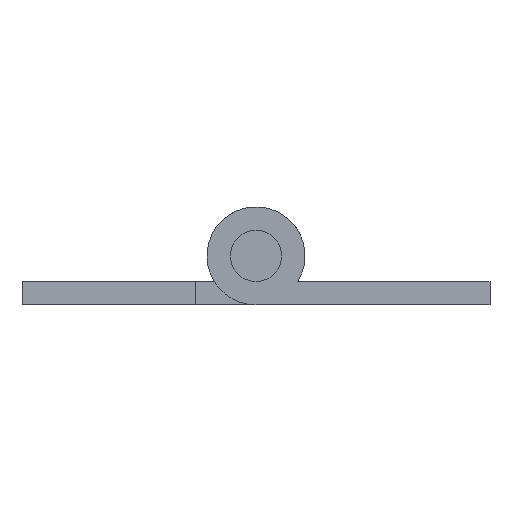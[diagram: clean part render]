
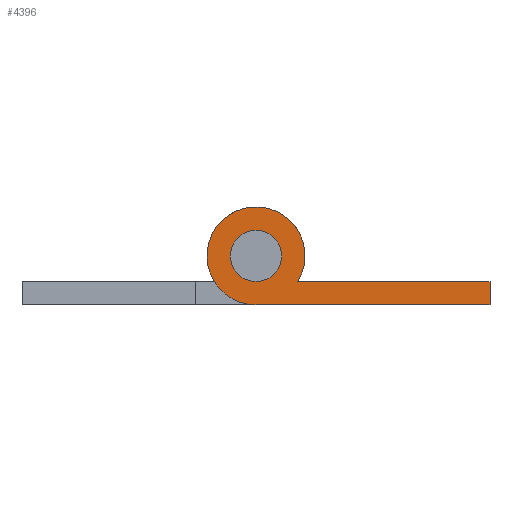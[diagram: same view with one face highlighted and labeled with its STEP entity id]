
A CAD part, front view. The second image highlights one B-rep face of the part: STEP entity #4396.
In plain terms, the highlighted planar face has unit normal (0, -1, 0).
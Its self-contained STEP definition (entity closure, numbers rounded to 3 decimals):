
#538 = VERTEX_POINT ( 'NONE', #1973 ) ;
#558 = VERTEX_POINT ( 'NONE', #1999 ) ;
#559 = EDGE_CURVE ( 'NONE', #562, #558, #1998, .T. ) ;
#562 = VERTEX_POINT ( 'NONE', #1992 ) ;
#564 = VERTEX_POINT ( 'NONE', #1990 ) ;
#571 = EDGE_CURVE ( 'NONE', #564, #538, #1974, .T. ) ;
#1973 = CARTESIAN_POINT ( 'NONE',  ( 2.857, -175., -1.75 ) ) ;
#1974 = CIRCLE ( 'NONE', #2035, 3.35 ) ;
#1990 = CARTESIAN_POINT ( 'NONE',  ( 0., -175., -3.35 ) ) ;
#1992 = CARTESIAN_POINT ( 'NONE',  ( 0., -175., -1.75 ) ) ;
#1994 = DIRECTION ( 'NONE',  ( 0., 0., 1. ) ) ;
#1995 = DIRECTION ( 'NONE',  ( 0., 1., 0. ) ) ;
#1996 = CARTESIAN_POINT ( 'NONE',  ( 0., -175., 0. ) ) ;
#1997 = AXIS2_PLACEMENT_3D ( 'NONE', #1996, #1995, #1994 ) ;
#1998 = CIRCLE ( 'NONE', #1997, 1.75 ) ;
#1999 = CARTESIAN_POINT ( 'NONE',  ( 0., -175., 1.75 ) ) ;
#2032 = DIRECTION ( 'NONE',  ( 0., 0., 1. ) ) ;
#2033 = DIRECTION ( 'NONE',  ( 0., 1., 0. ) ) ;
#2034 = CARTESIAN_POINT ( 'NONE',  ( 0., -175., 0. ) ) ;
#2035 = AXIS2_PLACEMENT_3D ( 'NONE', #2034, #2033, #2032 ) ;
#3542 = CARTESIAN_POINT ( 'NONE',  ( 16., -175., -3.35 ) ) ;
#3543 = CARTESIAN_POINT ( 'NONE',  ( 16., -175., -1.75 ) ) ;
#3549 = DIRECTION ( 'NONE',  ( 0., 0., 1. ) ) ;
#3550 = DIRECTION ( 'NONE',  ( 0., 1., 0. ) ) ;
#3551 = CARTESIAN_POINT ( 'NONE',  ( 0., -175., 0. ) ) ;
#3552 = AXIS2_PLACEMENT_3D ( 'NONE', #3551, #3550, #3549 ) ;
#3553 = CIRCLE ( 'NONE', #3552, 1.75 ) ;
#3591 = DIRECTION ( 'NONE',  ( 0., 0., 1. ) ) ;
#3592 = DIRECTION ( 'NONE',  ( 0., 1., 0. ) ) ;
#3593 = CARTESIAN_POINT ( 'NONE',  ( 0., -175., 0. ) ) ;
#3594 = AXIS2_PLACEMENT_3D ( 'NONE', #3593, #3592, #3591 ) ;
#3595 = PLANE ( 'NONE',  #3594 ) ;
#3596 = FACE_BOUND ( 'NONE', #4413, .T. ) ;
#3597 = FACE_OUTER_BOUND ( 'NONE', #4395, .T. ) ;
#3598 = DIRECTION ( 'NONE',  ( 0., 0., -1. ) ) ;
#3599 = VECTOR ( 'NONE', #3598, 1000. ) ;
#3600 = CARTESIAN_POINT ( 'NONE',  ( 16., -175., -3.35 ) ) ;
#3601 = LINE ( 'NONE', #3600, #3599 ) ;
#3602 = DIRECTION ( 'NONE',  ( 1., 0., 0. ) ) ;
#3603 = VECTOR ( 'NONE', #3602, 1000. ) ;
#3604 = CARTESIAN_POINT ( 'NONE',  ( 16., -175., -1.75 ) ) ;
#3605 = LINE ( 'NONE', #3604, #3603 ) ;
#3631 = DIRECTION ( 'NONE',  ( -1., 0., 0. ) ) ;
#3632 = VECTOR ( 'NONE', #3631, 1000. ) ;
#3633 = CARTESIAN_POINT ( 'NONE',  ( 0., -175., -3.35 ) ) ;
#3634 = LINE ( 'NONE', #3633, #3632 ) ;
#4385 = EDGE_CURVE ( 'NONE', #558, #562, #3553, .T. ) ;
#4390 = VERTEX_POINT ( 'NONE', #3543 ) ;
#4391 = VERTEX_POINT ( 'NONE', #3542 ) ;
#4392 = EDGE_CURVE ( 'NONE', #538, #4390, #3605, .T. ) ;
#4393 = EDGE_CURVE ( 'NONE', #4390, #4391, #3601, .T. ) ;
#4394 = ORIENTED_EDGE ( 'NONE', *, *, #571, .F. ) ;
#4395 = EDGE_LOOP ( 'NONE', ( #4402, #4398, #4394, #4416 ) ) ;
#4396 = ADVANCED_FACE ( 'NONE', ( #3597, #3596 ), #3595, .F. ) ;
#4398 = ORIENTED_EDGE ( 'NONE', *, *, #4392, .F. ) ;
#4402 = ORIENTED_EDGE ( 'NONE', *, *, #4393, .F. ) ;
#4413 = EDGE_LOOP ( 'NONE', ( #4415, #4418 ) ) ;
#4414 = EDGE_CURVE ( 'NONE', #4391, #564, #3634, .T. ) ;
#4415 = ORIENTED_EDGE ( 'NONE', *, *, #559, .T. ) ;
#4416 = ORIENTED_EDGE ( 'NONE', *, *, #4414, .F. ) ;
#4418 = ORIENTED_EDGE ( 'NONE', *, *, #4385, .T. ) ;
